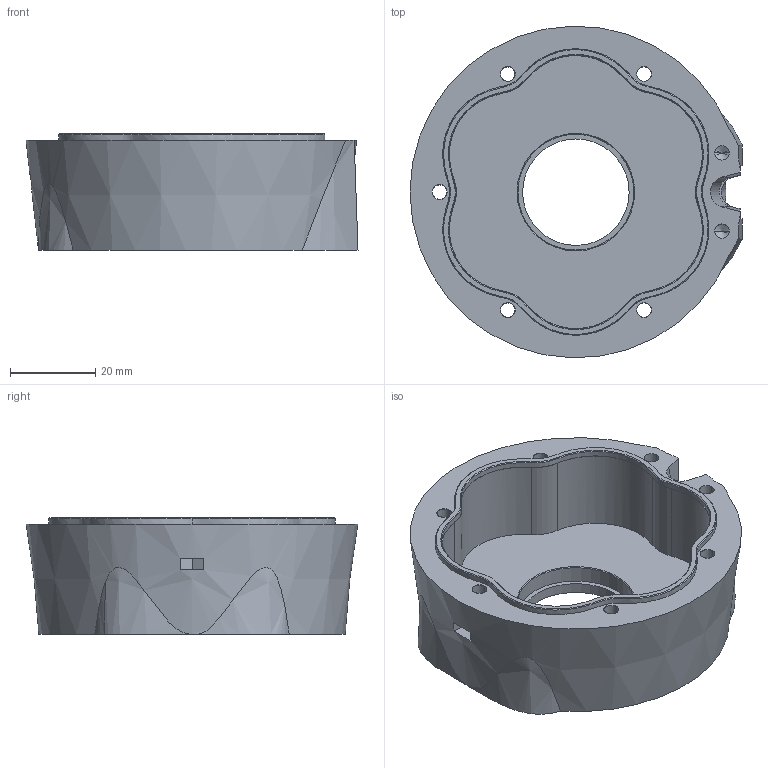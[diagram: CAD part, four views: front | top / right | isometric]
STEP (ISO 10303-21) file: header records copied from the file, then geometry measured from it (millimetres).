
FILE_DESCRIPTION (( 'STEP AP214' ), '1' );
FILE_NAME ('cycloid_housing.STEP', '2025-05-27T14:01:33', ( '' ), ( '' ), 'SwSTEP 2.0', 'SolidWorks 2025', '' );
FILE_SCHEMA (( 'AUTOMOTIVE_DESIGN' ));
Length unit declared in the file: millimetre
Products named in the file (1): cycloid_housing_upper_arm
Bounding box: 77.94 x 77.86 x 27.3 mm (x, y, z)
Volume: 54105.7 mm3; surface area: 21302 mm2
Topology: 1 solids, 1 shells, 108 faces, 283 edges, 180 vertices
Faces by surface type: plane 33, cylinder 31, bspline 23, cone 21
Entity records: 13459 total; most frequent: CARTESIAN_POINT 10888, ORIENTED_EDGE 558, DIRECTION 472, EDGE_CURVE 279, VERTEX_POINT 180, AXIS2_PLACEMENT_3D 172, EDGE_LOOP 133, VECTOR 128
